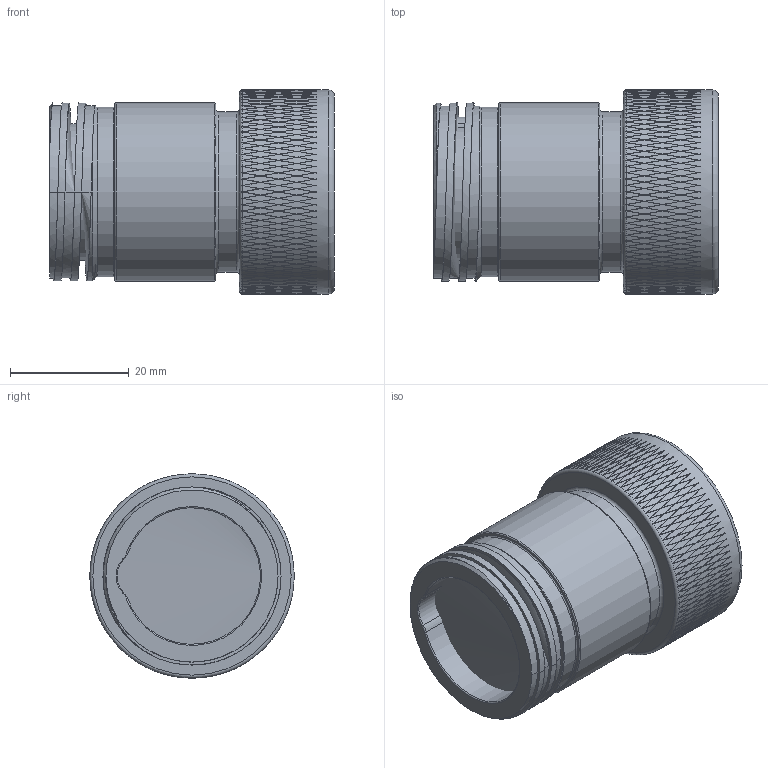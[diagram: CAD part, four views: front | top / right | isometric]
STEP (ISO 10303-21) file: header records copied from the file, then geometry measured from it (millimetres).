
FILE_DESCRIPTION(/* description */ (''),/* implementation_level */ '2;1');
FILE_NAME(/* name */ 'TrustLink MS M Pressure Cap B 16.stp',/* time_stamp */ '2021-03-09T11:31:06+01:00',/* author */ ('sh'),/* organization */ (''),/* preprocessor_version */ 'ST-DEVELOPER v17.2',/* originating_system */ 'Autodesk Inventor 2019',/* authorisation */ '');
FILE_SCHEMA (('AUTOMOTIVE_DESIGN { 1 0 10303 214 3 1 1 }'));
Length unit declared in the file: millimetre
Products named in the file (1): TrustLink MS M Pressure Cap B 16
Bounding box: 48 x 34.4 x 34.4 mm (x, y, z)
Volume: 26969.3 mm3; surface area: 12254.1 mm2
Topology: 1 solids, 4 shells, 3140 faces, 8443 edges, 5646 vertices
Faces by surface type: bspline 2402, cylinder 465, plane 250, torus 20, cone 3
Full cylindrical faces by diameter (mm): 1.2 x14, 1.7 x2, 2.5 x14, 3.5 x2, 19 x4, 19.2 x1, 21.2 x2, 23 x2, 25.2 x4, 27 x1, 28.5 x1, 29 x3, 30 x3, 34.38 x1, 34.4 x1
Entity records: 141663 total; most frequent: CARTESIAN_POINT 80358, ORIENTED_EDGE 16886, EDGE_CURVE 8443, B_SPLINE_CURVE_WITH_KNOTS 7224, VERTEX_POINT 5646, EDGE_LOOP 3484, DIRECTION 3448, FACE_OUTER_BOUND 3140
